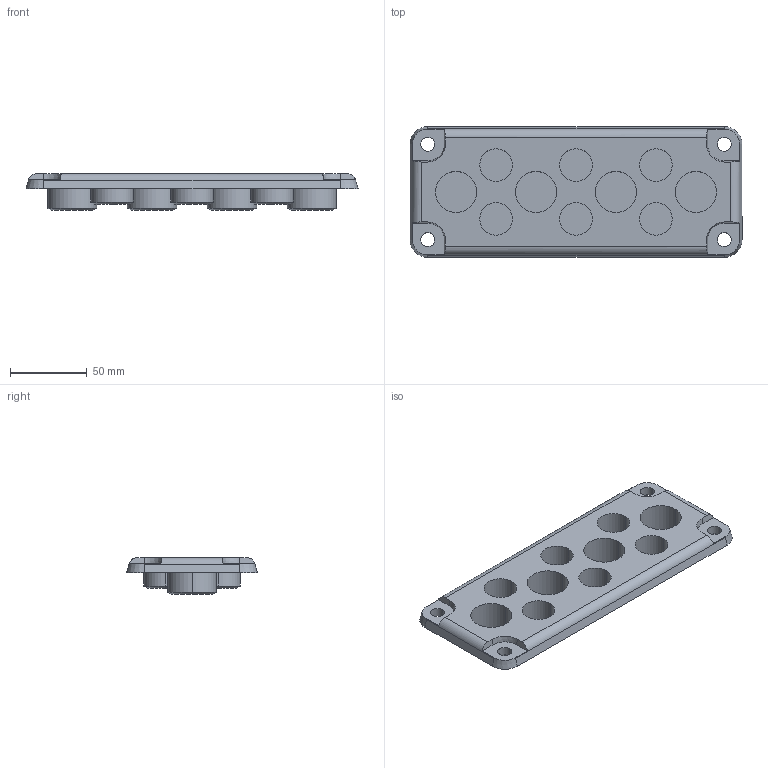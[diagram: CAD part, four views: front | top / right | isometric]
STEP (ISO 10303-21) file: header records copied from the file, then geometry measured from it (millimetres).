
FILE_DESCRIPTION (( 'STEP AP214' ), '1' );
FILE_NAME ('FIBOX MB10016.STEP', '2015-10-23T06:35:24', ( '' ), ( '' ), 'SwSTEP 2.0', 'SolidWorks 2014', '' );
FILE_SCHEMA (( 'AUTOMOTIVE_DESIGN' ));
Length unit declared in the file: millimetre
Products named in the file (1): FIBOX MB10016
Bounding box: 216 x 85 x 24 mm (x, y, z)
Volume: 119141.4 mm3; surface area: 73828.2 mm2
Topology: 1 solids, 1 shells, 143 faces, 340 edges, 220 vertices
Faces by surface type: cylinder 52, plane 51, cone 40
Entity records: 4228 total; most frequent: DIRECTION 768, CARTESIAN_POINT 752, ORIENTED_EDGE 680, EDGE_CURVE 340, AXIS2_PLACEMENT_3D 300, VERTEX_POINT 220, EDGE_LOOP 172, LINE 168
